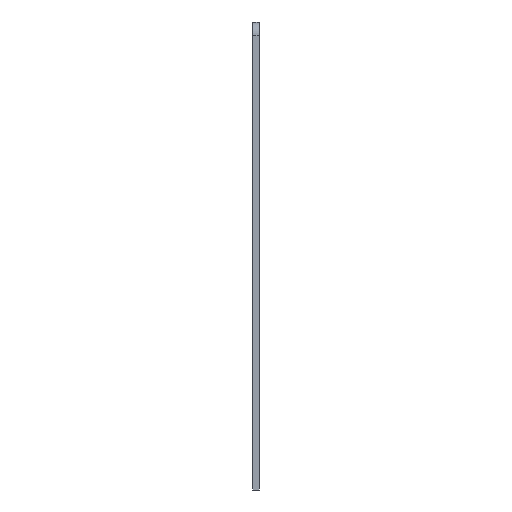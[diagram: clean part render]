
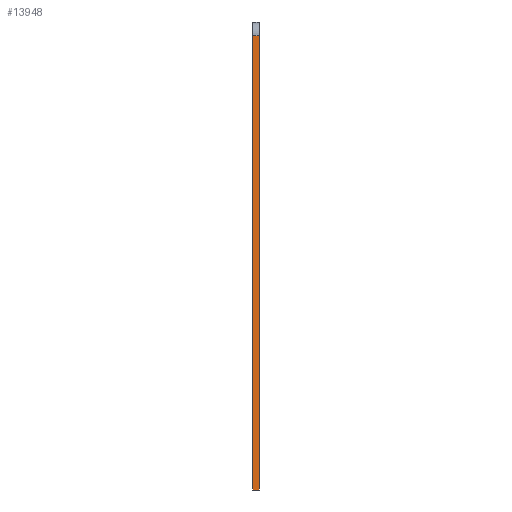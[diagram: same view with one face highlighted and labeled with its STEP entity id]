
A CAD part, left-side view. The second image highlights one B-rep face of the part: STEP entity #13948.
In plain terms, the highlighted planar face has unit normal (-1, 0, 0).
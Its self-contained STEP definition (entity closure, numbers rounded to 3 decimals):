
#997=PLANE('',#14782);
#1428=FACE_OUTER_BOUND('',#2253,.T.);
#2253=EDGE_LOOP('',(#10190,#10191,#10192,#10193));
#3068=LINE('',#17916,#4521);
#3378=LINE('',#19796,#4831);
#3379=LINE('',#19800,#4832);
#3380=LINE('',#19801,#4833);
#4521=VECTOR('',#15320,10.);
#4831=VECTOR('',#15722,10.);
#4832=VECTOR('',#15727,10.);
#4833=VECTOR('',#15728,10.);
#6066=VERTEX_POINT('',#17913);
#6067=VERTEX_POINT('',#17915);
#6616=VERTEX_POINT('',#19795);
#6617=VERTEX_POINT('',#19799);
#7494=EDGE_CURVE('',#6066,#6067,#3068,.T.);
#8044=EDGE_CURVE('',#6067,#6616,#3378,.T.);
#8046=EDGE_CURVE('',#6617,#6066,#3379,.T.);
#8047=EDGE_CURVE('',#6616,#6617,#3380,.T.);
#10190=ORIENTED_EDGE('',*,*,#8044,.F.);
#10191=ORIENTED_EDGE('',*,*,#7494,.F.);
#10192=ORIENTED_EDGE('',*,*,#8046,.F.);
#10193=ORIENTED_EDGE('',*,*,#8047,.F.);
#13948=ADVANCED_FACE('',(#1428),#997,.T.);
#14782=AXIS2_PLACEMENT_3D('',#19798,#15725,#15726);
#15320=DIRECTION('',(0.,0.,1.));
#15722=DIRECTION('',(0.,-1.,0.));
#15725=DIRECTION('center_axis',(-1.,0.,0.));
#15726=DIRECTION('ref_axis',(0.,0.,1.));
#15727=DIRECTION('',(0.,1.,0.));
#15728=DIRECTION('',(0.,0.,-1.));
#17913=CARTESIAN_POINT('',(-9.89,1.5,-9.906));
#17915=CARTESIAN_POINT('',(-9.89,1.5,88.057));
#17916=CARTESIAN_POINT('',(-9.89,1.5,91.057));
#19795=CARTESIAN_POINT('',(-9.89,0.,88.057));
#19796=CARTESIAN_POINT('',(-9.89,0.,88.057));
#19798=CARTESIAN_POINT('Origin',(-9.89,0.,-9.906));
#19799=CARTESIAN_POINT('',(-9.89,0.,-9.906));
#19800=CARTESIAN_POINT('',(-9.89,0.,-9.906));
#19801=CARTESIAN_POINT('',(-9.89,0.,91.057));
